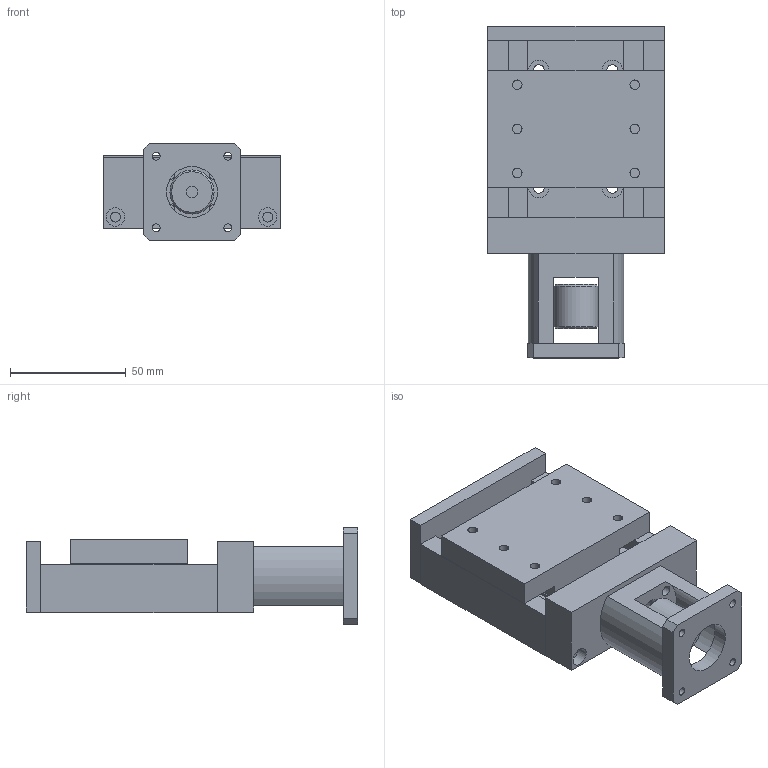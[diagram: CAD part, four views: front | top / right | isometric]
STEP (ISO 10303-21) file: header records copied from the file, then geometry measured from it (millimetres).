
FILE_DESCRIPTION((''),'2;1');
FILE_NAME('CGAC3-3-1.stp','2004-01-26T21:30:46',('Owner'),(''),'Autodesk Inventor (tm) 5.3','Autodesk Inventor (tm) 5.3','');
FILE_SCHEMA(('CONFIG_CONTROL_DESIGN'));
Length unit declared in the file: inch
Products named in the file (11): CGAC3-3-1; CGAC3-3-1 BOTTOM-PLATE; CGAC3-3-1 TOP-PLATE; CGAC3-3-1 END-PLATE; CGAC3-3-1 END-PLATE-B; CGAC3-3-1 MTG-BRKT-17; CGAC3-3-1 17-COUPLING; CGAC3-3-1 RAIL-A; CGAC3-3-1 RAIL-B; CGAC3-3-1 RAIL-C; CGAC3-3-1 RAIL-D
Assembly tree (10 placements, depth 2):
  CGAC3-3-1
    CGAC3-3-1 BOTTOM-PLATE
    CGAC3-3-1 TOP-PLATE
    CGAC3-3-1 END-PLATE
    CGAC3-3-1 END-PLATE-B
    CGAC3-3-1 MTG-BRKT-17
    CGAC3-3-1 17-COUPLING
    CGAC3-3-1 RAIL-A
    CGAC3-3-1 RAIL-B
    CGAC3-3-1 RAIL-C
    CGAC3-3-1 RAIL-D
Bounding box: 76.2 x 143.38 x 41.91 mm (x, y, z)
Volume: 206401 mm3; surface area: 67458.5 mm2
Topology: 10 solids, 10 shells, 207 faces, 530 edges, 352 vertices
Faces by surface type: plane 123, bspline 58, cylinder 22, cone 4
Entity records: 8521 total; most frequent: CARTESIAN_POINT 2012, ORIENTED_EDGE 1060, DIRECTION 1022, EDGE_CURVE 530, VECTOR 378, LINE 378, VERTEX_POINT 352, AXIS2_PLACEMENT_3D 322
